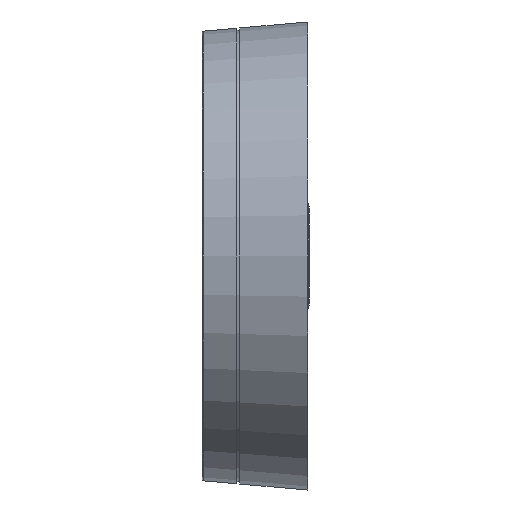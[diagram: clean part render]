
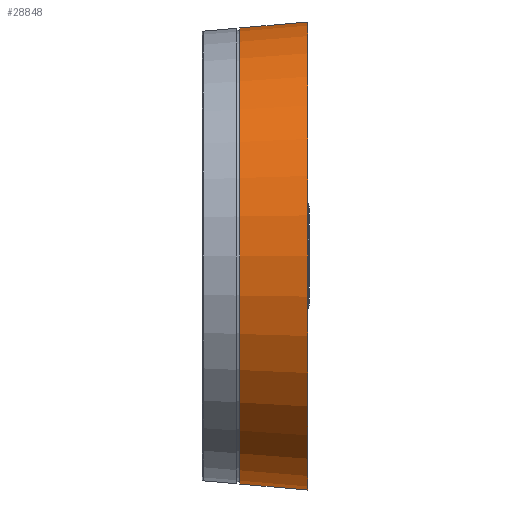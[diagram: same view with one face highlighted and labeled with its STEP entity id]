
A CAD part, left-side view. The second image highlights one B-rep face of the part: STEP entity #28848.
In plain terms, the highlighted conical face has half-angle 5 degrees and reference radius 38.93 mm.
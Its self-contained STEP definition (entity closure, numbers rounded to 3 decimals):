
#1047 = LINE ( 'NONE', #33936, #22953 ) ;
#2711 = CIRCLE ( 'NONE', #33612, 39.945 ) ;
#3088 = CARTESIAN_POINT ( 'NONE',  ( 0., 11.6, -38.93 ) ) ;
#3296 = DIRECTION ( 'NONE',  ( 0., -0.996, 0.087 ) ) ;
#4133 = CARTESIAN_POINT ( 'NONE',  ( 0., 0., -39.945 ) ) ;
#4473 = VECTOR ( 'NONE', #15363, 1000. ) ;
#6356 = ORIENTED_EDGE ( 'NONE', *, *, #32548, .F. ) ;
#6432 = DIRECTION ( 'NONE',  ( 0., 1., 0. ) ) ;
#8582 = CARTESIAN_POINT ( 'NONE',  ( 0., 11.6, 38.93 ) ) ;
#10957 = CIRCLE ( 'NONE', #29670, 38.93 ) ;
#11395 = LINE ( 'NONE', #3088, #4473 ) ;
#11934 = VERTEX_POINT ( 'NONE', #4133 ) ;
#12119 = EDGE_CURVE ( 'NONE', #21625, #11934, #11395, .T. ) ;
#12305 = CARTESIAN_POINT ( 'NONE',  ( 0., 0., 0. ) ) ;
#12639 = DIRECTION ( 'NONE',  ( 0., 1., 0. ) ) ;
#12879 = DIRECTION ( 'NONE',  ( 0., 0., 1. ) ) ;
#14573 = CONICAL_SURFACE ( 'NONE', #25457, 38.93, 0.087 ) ;
#15363 = DIRECTION ( 'NONE',  ( 0., -0.996, -0.087 ) ) ;
#15680 = DIRECTION ( 'NONE',  ( 0., 0., 1. ) ) ;
#16372 = EDGE_CURVE ( 'NONE', #11934, #25407, #2711, .T. ) ;
#17375 = ORIENTED_EDGE ( 'NONE', *, *, #16372, .T. ) ;
#18710 = CARTESIAN_POINT ( 'NONE',  ( 0., 11.6, 0. ) ) ;
#21587 = EDGE_CURVE ( 'NONE', #21625, #39246, #10957, .T. ) ;
#21625 = VERTEX_POINT ( 'NONE', #26326 ) ;
#22953 = VECTOR ( 'NONE', #3296, 1000. ) ;
#24912 = DIRECTION ( 'NONE',  ( 0., 0., 1. ) ) ;
#25407 = VERTEX_POINT ( 'NONE', #27986 ) ;
#25457 = AXIS2_PLACEMENT_3D ( 'NONE', #18710, #28188, #15680 ) ;
#25730 = EDGE_LOOP ( 'NONE', ( #26773, #32736, #17375, #6356 ) ) ;
#26326 = CARTESIAN_POINT ( 'NONE',  ( 0., 11.6, -38.93 ) ) ;
#26773 = ORIENTED_EDGE ( 'NONE', *, *, #21587, .F. ) ;
#27986 = CARTESIAN_POINT ( 'NONE',  ( 0., 0., 39.945 ) ) ;
#28188 = DIRECTION ( 'NONE',  ( 0., -1., 0. ) ) ;
#28848 = ADVANCED_FACE ( 'NONE', ( #37253 ), #14573, .T. ) ;
#29670 = AXIS2_PLACEMENT_3D ( 'NONE', #34777, #12639, #24912 ) ;
#32548 = EDGE_CURVE ( 'NONE', #39246, #25407, #1047, .T. ) ;
#32736 = ORIENTED_EDGE ( 'NONE', *, *, #12119, .T. ) ;
#33612 = AXIS2_PLACEMENT_3D ( 'NONE', #12305, #6432, #12879 ) ;
#33936 = CARTESIAN_POINT ( 'NONE',  ( 0., 11.6, 38.93 ) ) ;
#34777 = CARTESIAN_POINT ( 'NONE',  ( 0., 11.6, 0. ) ) ;
#37253 = FACE_OUTER_BOUND ( 'NONE', #25730, .T. ) ;
#39246 = VERTEX_POINT ( 'NONE', #8582 ) ;
